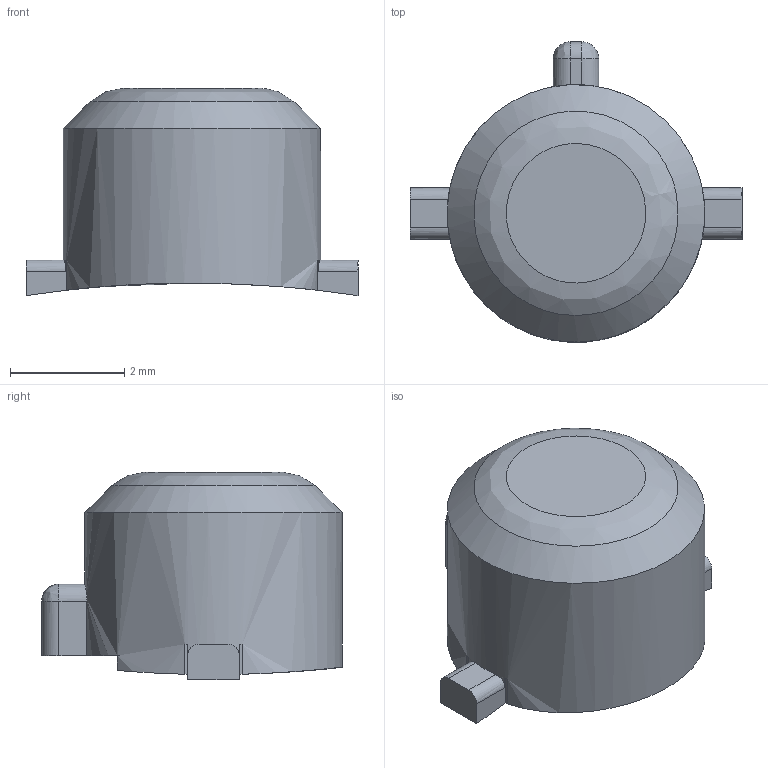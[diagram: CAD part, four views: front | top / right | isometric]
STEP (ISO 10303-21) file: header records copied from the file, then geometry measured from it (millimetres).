
FILE_DESCRIPTION( ('This file contains a STEP AP42 implementation' ,'as created by ZW3D STEP Interface translator.') ,'2;1' );
FILE_NAME( '偌瑩.stp' ,'23 410.142948', (''), ('ZWCAD Software Co.'), 'Version 1.0', 'ZW3D to STEP translator', '' );
FILE_SCHEMA(('AUTOMOTIVE_DESIGN'));
Length unit declared in the file: millimetre
Products named in the file (2): 0; 偌瑩
Bounding box: 5.8 x 5.25 x 3.62 mm (x, y, z)
Volume: 50.7 mm3; surface area: 81.9 mm2
Topology: 1 solids, 1 shells, 40 faces, 114 edges, 83 vertices
Faces by surface type: bspline 40
Entity records: 1366 total; most frequent: CARTESIAN_POINT 652, ORIENTED_EDGE 214, EDGE_CURVE 107, B_SPLINE_CURVE_WITH_KNOTS 83, VERTEX_POINT 69, EDGE_LOOP 40, FACE_OUTER_BOUND 40, ADVANCED_FACE 40
